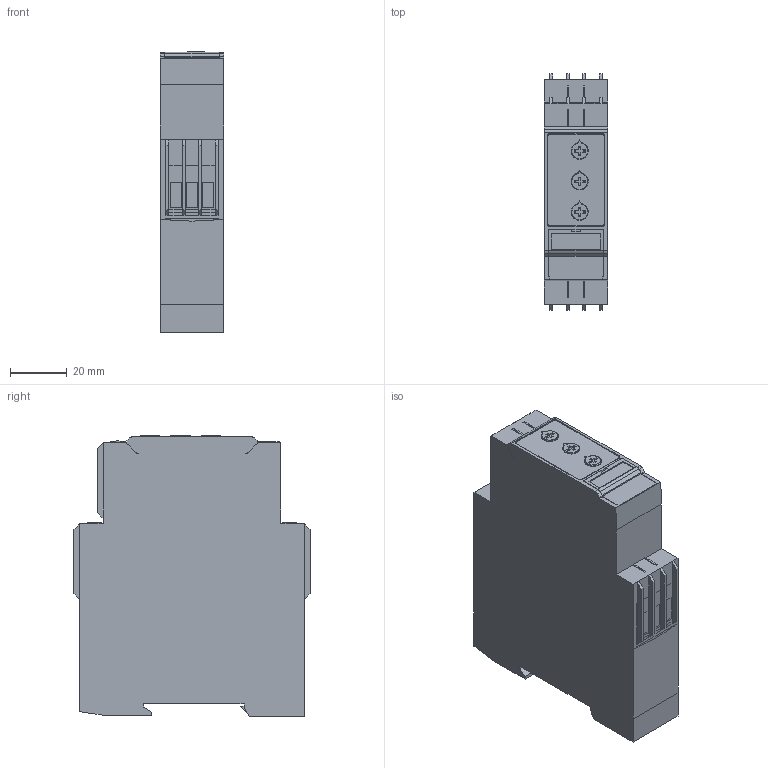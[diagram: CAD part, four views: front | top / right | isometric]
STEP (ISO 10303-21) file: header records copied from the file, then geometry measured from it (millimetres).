
FILE_DESCRIPTION(/* description */ (''),/* implementation_level */ '2;1');
FILE_NAME(/* name */ 'DPB01.stp',/* time_stamp */ '2017-01-30T15:32:52+01:00',/* author */ ('rtamburlin'),/* organization */ (''),/* preprocessor_version */ 'ST-DEVELOPER v16.5',/* originating_system */ 'Autodesk Inventor 2017',/* authorisation */ '');
FILE_SCHEMA (('AUTOMOTIVE_DESIGN { 1 0 10303 214 3 1 1 }'));
Length unit declared in the file: millimetre
Products named in the file (1): DPB01
Bounding box: 22.5 x 83.56 x 99.4 mm (x, y, z)
Volume: 161622.5 mm3; surface area: 24565.3 mm2
Topology: 1 solids, 7 shells, 446 faces, 1266 edges, 858 vertices
Faces by surface type: plane 356, cylinder 59, cone 18, torus 9, bspline 4
Full cylindrical faces by diameter (mm): 5.5 x3
Entity records: 15032 total; most frequent: CARTESIAN_POINT 2900, ORIENTED_EDGE 2526, DIRECTION 2230, EDGE_CURVE 1263, LINE 1026, VECTOR 1026, VERTEX_POINT 858, AXIS2_PLACEMENT_3D 602
